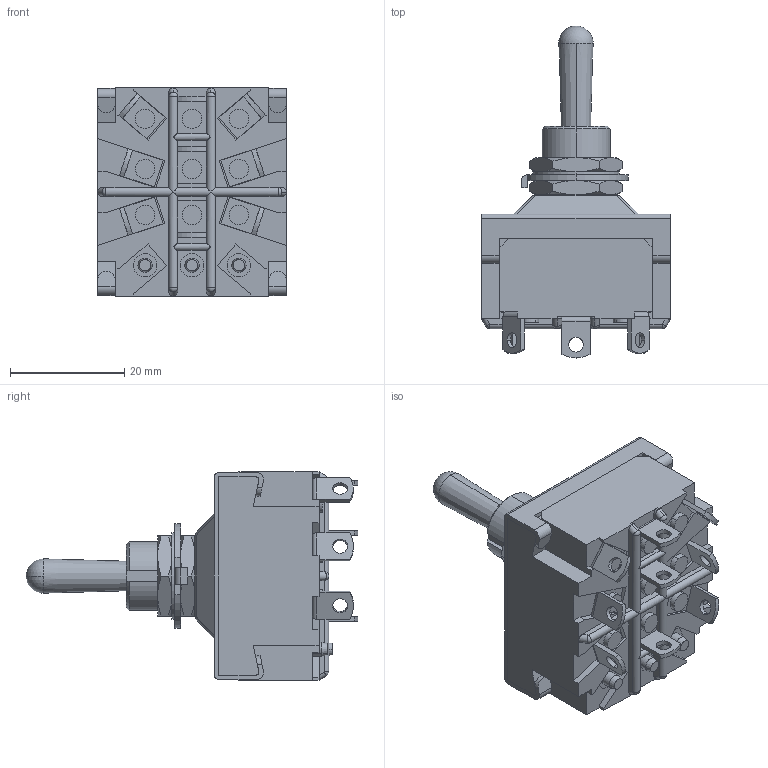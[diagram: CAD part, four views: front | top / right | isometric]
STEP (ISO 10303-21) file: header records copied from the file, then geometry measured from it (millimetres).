
FILE_DESCRIPTION (( 'STEP AP203' ), '1' );
FILE_NAME ('A3TE01.STEP', '2020-03-16T00:06:49', ( '' ), ( '' ), 'SwSTEP 2.0', 'SolidWorks 2018', '' );
FILE_SCHEMA (( 'CONFIG_CONTROL_DESIGN' ));
Length unit declared in the file: millimetre
Products named in the file (11): 壓慻 3嬌 1抂巕 (A僔儕乕僘); 僗儕乕僽慻僩僌儖2-3-4嬌 (A僔儕乕僘); 忋慻 僗儕乕僽慻 昗弨僩僌儖3-4嬌 (A僔儕乕僘); 1端子 (Aシリーズ); 9802 0457 20(リング)model; 働乕僗 3_4嬌 (A僔儕乕僘); A3TE01; ダミー端子 (Aシリーズ); 9803 0458 20(L儚僢僔儍乕)model; 9801 0063 20(ナット)model; 僼儗乕儉3-4嬌僩僌儖 (A僔儕乕僘)
Assembly tree (21 placements, depth 3):
  A3TE01
    壓慻 3嬌 1抂巕 (A僔儕乕僘)
      働乕僗 3_4嬌 (A僔儕乕僘)
      1端子 (Aシリーズ)  x9
      ダミー端子 (Aシリーズ)  x3
    忋慻 僗儕乕僽慻 昗弨僩僌儖3-4嬌 (A僔儕乕僘)
      僼儗乕儉3-4嬌僩僌儖 (A僔儕乕僘)
      僗儕乕僽慻僩僌儖2-3-4嬌 (A僔儕乕僘)
    9801 0063 20(ナット)model  x2
    9802 0457 20(リング)model
    9803 0458 20(L儚僢僔儍乕)model
Bounding box: 33 x 58 x 36.4 mm (x, y, z)
Volume: 24584.2 mm3; surface area: 12525.2 mm2
Topology: 19 solids, 19 shells, 545 faces, 1359 edges, 875 vertices
Faces by surface type: plane 291, cylinder 199, cone 37, sphere 14, bspline 4
Entity records: 12829 total; most frequent: CARTESIAN_POINT 2267, DIRECTION 1930, ORIENTED_EDGE 1892, EDGE_CURVE 946, AXIS2_PLACEMENT_3D 655, VECTOR 620, LINE 620, VERTEX_POINT 610
